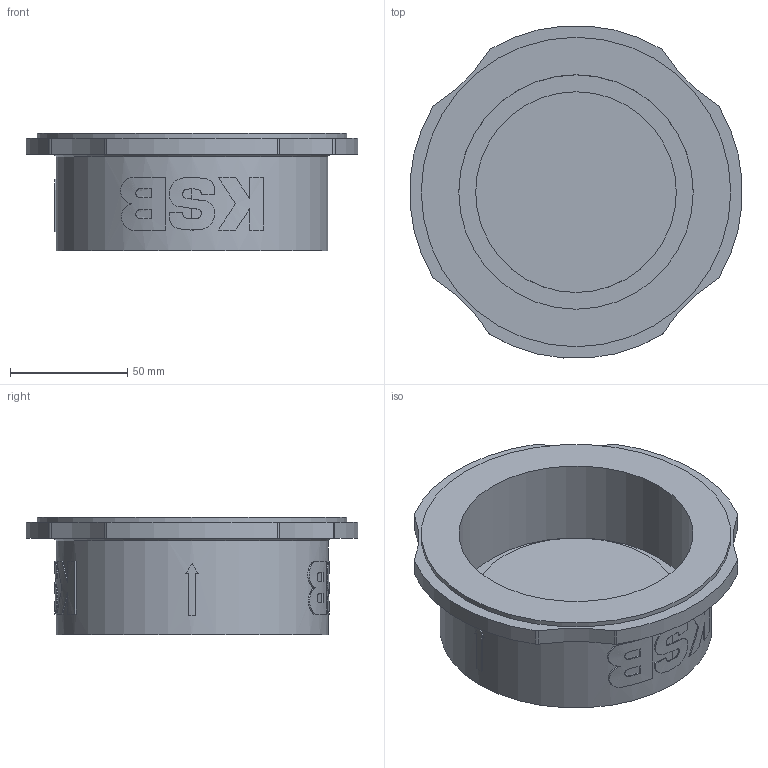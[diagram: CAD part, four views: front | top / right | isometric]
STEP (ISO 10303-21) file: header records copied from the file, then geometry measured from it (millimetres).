
FILE_DESCRIPTION(('FreeCAD Model'),'2;1');
FILE_NAME('DN80cv.step', '2019-01-13T14:07:05',('Author'),(''), 'Open CASCADE STEP processor 7.3','FreeCAD','Unknown');
FILE_SCHEMA(('AUTOMOTIVE_DESIGN { 1 0 10303 214 1 1 1 1 }'));
Length unit declared in the file: millimetre
Products named in the file (1): checkValveDN80wafer
Bounding box: 141.58 x 141.58 x 50 mm (x, y, z)
Volume: 245321.1 mm3; surface area: 66333.5 mm2
Topology: 1 solids, 1 shells, 157 faces, 413 edges, 275 vertices
Faces by surface type: plane 80, cylinder 75, torus 1, cone 1
Full cylindrical faces by diameter (mm): 77 x1, 85 x1, 85.6 x1, 100 x1, 116 x1, 132 x1
Entity records: 25570 total; most frequent: CARTESIAN_POINT 17060, DIRECTION 1108, ORIENTED_EDGE 826, PCURVE 826, DEFINITIONAL_REPRESENTATION 826, B_SPLINE_CURVE_WITH_KNOTS 566, EDGE_CURVE 413, LINE 412
